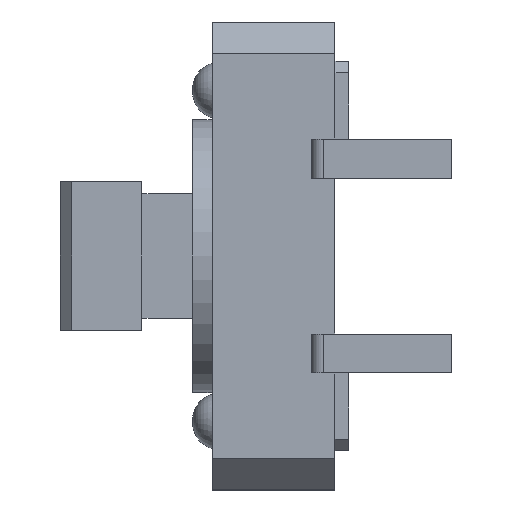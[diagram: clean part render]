
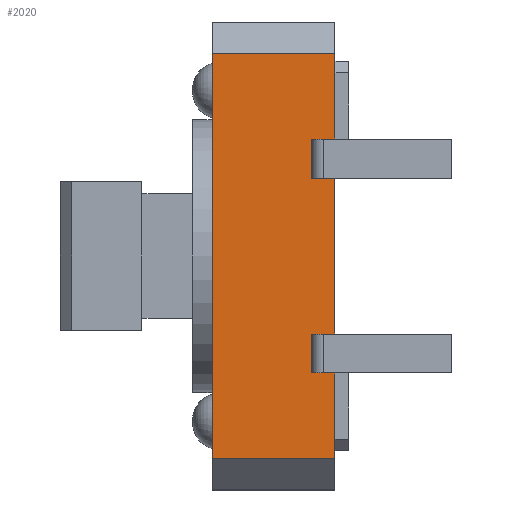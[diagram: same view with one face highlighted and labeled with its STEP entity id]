
A CAD part, left-side view. The second image highlights one B-rep face of the part: STEP entity #2020.
In plain terms, the highlighted planar face has unit normal (-1, 0, 0).
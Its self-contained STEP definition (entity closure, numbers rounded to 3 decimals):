
#18 = CARTESIAN_POINT ( 'NONE',  ( -6., 0.6, -3. ) ) ;
#56 = EDGE_CURVE ( 'NONE', #442, #2395, #422, .T. ) ;
#80 = EDGE_CURVE ( 'NONE', #978, #442, #3324, .T. ) ;
#83 = CARTESIAN_POINT ( 'NONE',  ( -6., 0.6, 2. ) ) ;
#211 = CARTESIAN_POINT ( 'NONE',  ( -6., 0., 3. ) ) ;
#223 = EDGE_CURVE ( 'NONE', #3144, #512, #1306, .T. ) ;
#237 = VECTOR ( 'NONE', #4060, 1000. ) ;
#263 = VECTOR ( 'NONE', #3105, 1000. ) ;
#337 = DIRECTION ( 'NONE',  ( 0., 0., -1. ) ) ;
#397 = ORIENTED_EDGE ( 'NONE', *, *, #439, .F. ) ;
#422 = LINE ( 'NONE', #4096, #1687 ) ;
#439 = EDGE_CURVE ( 'NONE', #2395, #3195, #1689, .T. ) ;
#442 = VERTEX_POINT ( 'NONE', #1130 ) ;
#504 = DIRECTION ( 'NONE',  ( 0., -1., 0. ) ) ;
#512 = VERTEX_POINT ( 'NONE', #3647 ) ;
#533 = CARTESIAN_POINT ( 'NONE',  ( -6., 0., 5.2 ) ) ;
#638 = EDGE_CURVE ( 'NONE', #3652, #804, #2842, .T. ) ;
#699 = CARTESIAN_POINT ( 'NONE',  ( -6., 3.15, -5.2 ) ) ;
#705 = ORIENTED_EDGE ( 'NONE', *, *, #3884, .T. ) ;
#717 = DIRECTION ( 'NONE',  ( 0., 0., 1. ) ) ;
#719 = ORIENTED_EDGE ( 'NONE', *, *, #80, .F. ) ;
#763 = ORIENTED_EDGE ( 'NONE', *, *, #4510, .T. ) ;
#782 = VECTOR ( 'NONE', #504, 1000. ) ;
#804 = VERTEX_POINT ( 'NONE', #2664 ) ;
#805 = EDGE_CURVE ( 'NONE', #3144, #3652, #3095, .T. ) ;
#848 = CARTESIAN_POINT ( 'NONE',  ( -6., 0.6, -2. ) ) ;
#856 = ORIENTED_EDGE ( 'NONE', *, *, #223, .F. ) ;
#879 = DIRECTION ( 'NONE',  ( 1., 0., 0. ) ) ;
#978 = VERTEX_POINT ( 'NONE', #211 ) ;
#1051 = FACE_OUTER_BOUND ( 'NONE', #2872, .T. ) ;
#1068 = ORIENTED_EDGE ( 'NONE', *, *, #3940, .F. ) ;
#1130 = CARTESIAN_POINT ( 'NONE',  ( -6., 0.6, 3. ) ) ;
#1181 = DIRECTION ( 'NONE',  ( 0., 0., -1. ) ) ;
#1232 = DIRECTION ( 'NONE',  ( 0., -1., 0. ) ) ;
#1296 = DIRECTION ( 'NONE',  ( 0., 1., 0. ) ) ;
#1300 = EDGE_CURVE ( 'NONE', #4194, #2160, #3175, .T. ) ;
#1306 = LINE ( 'NONE', #1372, #2476 ) ;
#1308 = CARTESIAN_POINT ( 'NONE',  ( -6., -3., 3. ) ) ;
#1372 = CARTESIAN_POINT ( 'NONE',  ( -6., 3.15, 6. ) ) ;
#1520 = CARTESIAN_POINT ( 'NONE',  ( -6., 0., 6. ) ) ;
#1541 = CARTESIAN_POINT ( 'NONE',  ( -6., 0., -2. ) ) ;
#1687 = VECTOR ( 'NONE', #2010, 1000. ) ;
#1689 = LINE ( 'NONE', #2179, #782 ) ;
#1884 = VECTOR ( 'NONE', #3072, 1000. ) ;
#1887 = ORIENTED_EDGE ( 'NONE', *, *, #56, .F. ) ;
#1946 = DIRECTION ( 'NONE',  ( 0., 1., 0. ) ) ;
#1992 = CARTESIAN_POINT ( 'NONE',  ( -6., -3., -3. ) ) ;
#2010 = DIRECTION ( 'NONE',  ( 0., 0., -1. ) ) ;
#2020 = ADVANCED_FACE ( 'NONE', ( #1051 ), #3257, .F. ) ;
#2160 = VERTEX_POINT ( 'NONE', #2709 ) ;
#2179 = CARTESIAN_POINT ( 'NONE',  ( -6., -3., 2. ) ) ;
#2226 = CARTESIAN_POINT ( 'NONE',  ( -6., 3.15, 6. ) ) ;
#2239 = VECTOR ( 'NONE', #1946, 1000. ) ;
#2282 = CARTESIAN_POINT ( 'NONE',  ( -6., 3.15, -5.2 ) ) ;
#2312 = ORIENTED_EDGE ( 'NONE', *, *, #805, .T. ) ;
#2351 = CARTESIAN_POINT ( 'NONE',  ( -6., -3., -2. ) ) ;
#2395 = VERTEX_POINT ( 'NONE', #83 ) ;
#2476 = VECTOR ( 'NONE', #717, 1000. ) ;
#2494 = VECTOR ( 'NONE', #337, 1000. ) ;
#2561 = ORIENTED_EDGE ( 'NONE', *, *, #2998, .T. ) ;
#2664 = CARTESIAN_POINT ( 'NONE',  ( -6., 0., -3. ) ) ;
#2709 = CARTESIAN_POINT ( 'NONE',  ( -6., 0.6, -3. ) ) ;
#2785 = CARTESIAN_POINT ( 'NONE',  ( -6., 3.15, 5.2 ) ) ;
#2842 = LINE ( 'NONE', #3428, #237 ) ;
#2865 = VERTEX_POINT ( 'NONE', #533 ) ;
#2872 = EDGE_LOOP ( 'NONE', ( #719, #705, #763, #856, #2312, #2961, #3311, #2993, #1068, #2561, #397, #1887 ) ) ;
#2960 = EDGE_CURVE ( 'NONE', #2160, #804, #4243, .T. ) ;
#2961 = ORIENTED_EDGE ( 'NONE', *, *, #638, .T. ) ;
#2993 = ORIENTED_EDGE ( 'NONE', *, *, #1300, .F. ) ;
#2998 = EDGE_CURVE ( 'NONE', #4191, #3195, #3638, .T. ) ;
#3048 = CARTESIAN_POINT ( 'NONE',  ( -6., 0., 6. ) ) ;
#3072 = DIRECTION ( 'NONE',  ( 0., 0., 1. ) ) ;
#3095 = LINE ( 'NONE', #2282, #4307 ) ;
#3105 = DIRECTION ( 'NONE',  ( 0., 1., 0. ) ) ;
#3144 = VERTEX_POINT ( 'NONE', #699 ) ;
#3175 = LINE ( 'NONE', #18, #2494 ) ;
#3195 = VERTEX_POINT ( 'NONE', #3198 ) ;
#3196 = VECTOR ( 'NONE', #1296, 1000. ) ;
#3198 = CARTESIAN_POINT ( 'NONE',  ( -6., 0., 2. ) ) ;
#3204 = LINE ( 'NONE', #1520, #4298 ) ;
#3257 = PLANE ( 'NONE',  #4285 ) ;
#3311 = ORIENTED_EDGE ( 'NONE', *, *, #2960, .F. ) ;
#3324 = LINE ( 'NONE', #1308, #2239 ) ;
#3390 = DIRECTION ( 'NONE',  ( 0., 0., 1. ) ) ;
#3428 = CARTESIAN_POINT ( 'NONE',  ( -6., 0., 6. ) ) ;
#3638 = LINE ( 'NONE', #3048, #1884 ) ;
#3647 = CARTESIAN_POINT ( 'NONE',  ( -6., 3.15, 5.2 ) ) ;
#3652 = VERTEX_POINT ( 'NONE', #3856 ) ;
#3679 = LINE ( 'NONE', #2785, #263 ) ;
#3856 = CARTESIAN_POINT ( 'NONE',  ( -6., 0., -5.2 ) ) ;
#3884 = EDGE_CURVE ( 'NONE', #978, #2865, #3204, .T. ) ;
#3940 = EDGE_CURVE ( 'NONE', #4191, #4194, #4122, .T. ) ;
#4060 = DIRECTION ( 'NONE',  ( 0., 0., 1. ) ) ;
#4096 = CARTESIAN_POINT ( 'NONE',  ( -6., 0.6, 2. ) ) ;
#4122 = LINE ( 'NONE', #2351, #3196 ) ;
#4188 = VECTOR ( 'NONE', #4486, 1000. ) ;
#4191 = VERTEX_POINT ( 'NONE', #1541 ) ;
#4194 = VERTEX_POINT ( 'NONE', #848 ) ;
#4243 = LINE ( 'NONE', #1992, #4188 ) ;
#4285 = AXIS2_PLACEMENT_3D ( 'NONE', #2226, #879, #1181 ) ;
#4298 = VECTOR ( 'NONE', #3390, 1000. ) ;
#4307 = VECTOR ( 'NONE', #1232, 1000. ) ;
#4486 = DIRECTION ( 'NONE',  ( 0., -1., 0. ) ) ;
#4510 = EDGE_CURVE ( 'NONE', #2865, #512, #3679, .T. ) ;
